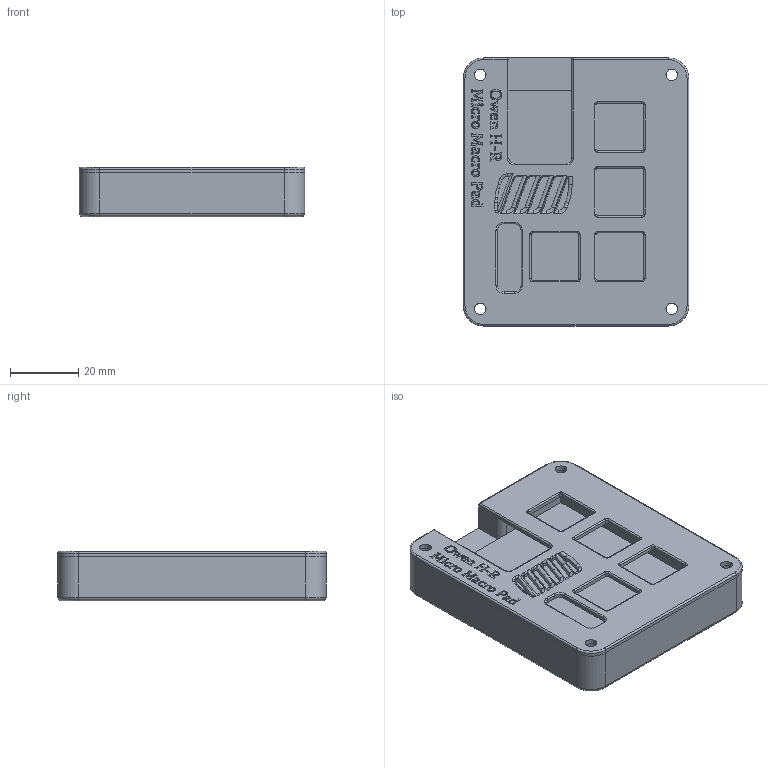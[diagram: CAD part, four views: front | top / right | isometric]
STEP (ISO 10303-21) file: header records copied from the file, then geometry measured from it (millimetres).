
FILE_DESCRIPTION(/* description */ ('STEP AP242 Edition 2','CAx-IF Rec.Pracs.---Representation and Presentation of Product Manufacturing Information (PMI)---4.0---2014-10-13','CAx-IF Rec.Pracs.---3D Tessellated Geometry---0.4---2014-09-14','2;1','CAx-IF Rec.Pracs.---User Defined Attributes---1.5---2016-08-15'),/* implementation_level */ '2;1');
FILE_NAME(/* name */ '692bc0c5e39702b7a7f0e054',/* time_stamp */ '2025-11-30T03:57:58Z',/* author */ (''),/* organization */ (''),/* preprocessor_version */ 'ST-DEVELOPER v20',/* originating_system */ 'ONSHAPE BY PTC INC, 1.207',/* authorisation */ ' ');
FILE_SCHEMA (('AP242_MANAGED_MODEL_BASED_3D_ENGINEERING_MIM_LF { 1 0 10303 442 3 1 4 }'));
Length unit declared in the file: metre
Products named in the file (3): Lid; Base; PCB
Bounding box: 66.26 x 78.74 x 14.5 mm (x, y, z)
Volume: 53475 mm3; surface area: 31627 mm2
Topology: 3 solids, 3 shells, 1142 faces, 3162 edges, 2079 vertices
Faces by surface type: plane 563, cylinder 290, bspline 257, torus 32
Full cylindrical faces by diameter (mm): 3.4 x8, 6 x4
Entity records: 37620 total; most frequent: CARTESIAN_POINT 9697, ORIENTED_EDGE 6296, DIRECTION 4946, EDGE_CURVE 3148, VERTEX_POINT 2079, LINE 1980, VECTOR 1980, AXIS2_PLACEMENT_3D 1483
